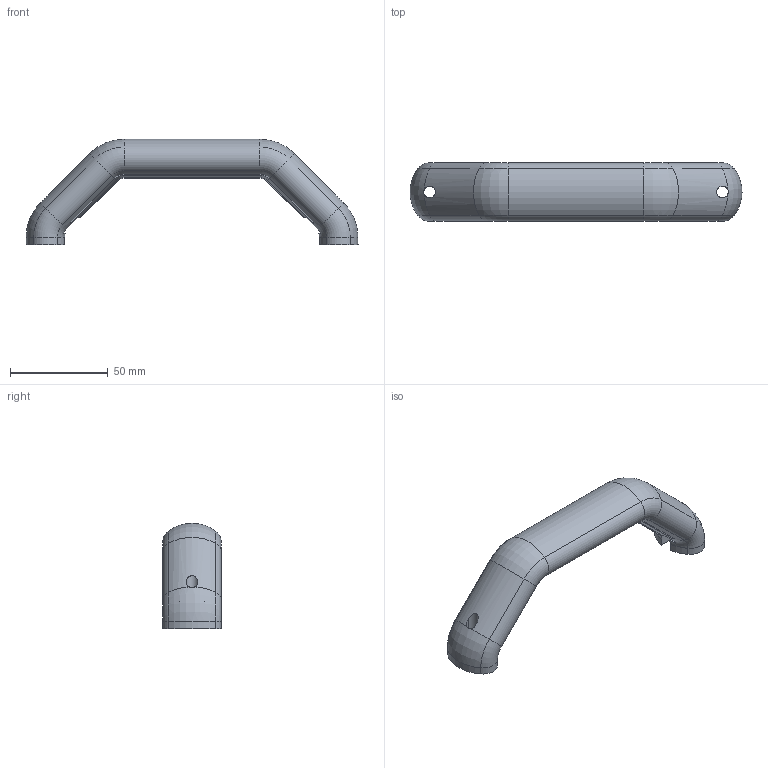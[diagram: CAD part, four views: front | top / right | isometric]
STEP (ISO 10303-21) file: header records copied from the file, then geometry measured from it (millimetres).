
FILE_DESCRIPTION(('Creo Elements/Direct Modeling STEP Export'),'2;1');
FILE_NAME('44.0280.2_Bügelgriff-MMS-44_ergonomisch-leitfähig-150mm.stp','2022-03-21T 9:00:38',(''),(''),'PTC Creo Elements/Direct Modeling STEP processor for AP214 (Solid Model)','PTC Creo Elements/Direct Modeling 19.0C 15-Aug-2015 (C) Parametric Technology GmbH','');
FILE_SCHEMA(('AUTOMOTIVE_DESIGN { 1 0 10303 214 1 1 1 1 }'));
Length unit declared in the file: millimetre
Products named in the file (2): Bügelgriff-MMS-44_ergonomisch-leitfähig-150mm_44.0280.2_PX173916
Assembly tree (1 placements, depth 2):
  Bügelgriff-MMS-44_ergonomisch-leitfähig-150mm_44.0280.2_PX173916
    Bügelgriff-MMS-44_ergonomisch-leitfähig-150mm_44.0280.2_PX173916
Bounding box: 170 x 29.95 x 54 mm (x, y, z)
Volume: 73649.5 mm3; surface area: 39061.1 mm2
Topology: 1 solids, 1 shells, 128 faces, 354 edges, 226 vertices
Faces by surface type: plane 53, cylinder 47, torus 28
Entity records: 4088 total; most frequent: CARTESIAN_POINT 848, ORIENTED_EDGE 708, DIRECTION 654, EDGE_CURVE 354, AXIS2_PLACEMENT_3D 231, VERTEX_POINT 226, VECTOR 192, LINE 192
